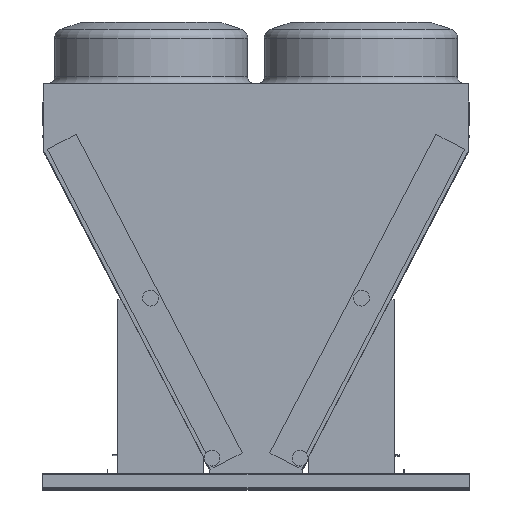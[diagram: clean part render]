
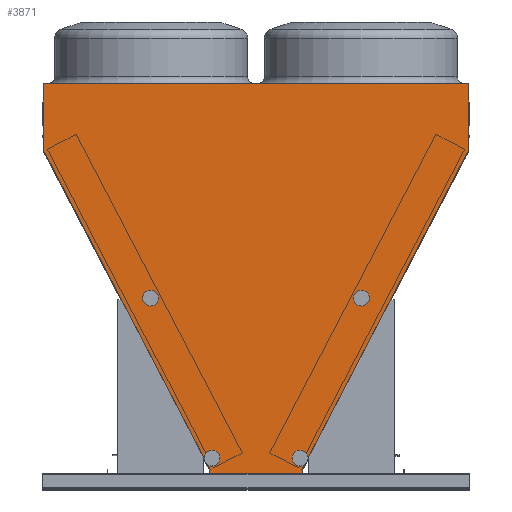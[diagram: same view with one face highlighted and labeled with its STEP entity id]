
A CAD part, top view. The second image highlights one B-rep face of the part: STEP entity #3871.
In plain terms, the highlighted planar face has unit normal (0, 0, 1).
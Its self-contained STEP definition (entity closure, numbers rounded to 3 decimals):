
#97 = VERTEX_POINT ( 'NONE', #21012 ) ;
#302 = VERTEX_POINT ( 'NONE', #14780 ) ;
#399 = LINE ( 'NONE', #8955, #12677 ) ;
#425 = LINE ( 'NONE', #22198, #17937 ) ;
#430 = ORIENTED_EDGE ( 'NONE', *, *, #11509, .T. ) ;
#651 = VECTOR ( 'NONE', #6044, 1000. ) ;
#678 = DIRECTION ( 'NONE',  ( -0.463, 0.886, 0. ) ) ;
#1126 = DIRECTION ( 'NONE',  ( -1., 0., 0. ) ) ;
#1227 = VERTEX_POINT ( 'NONE', #4594 ) ;
#1246 = DIRECTION ( 'NONE',  ( 0.462, -0.887, 0. ) ) ;
#1444 = VERTEX_POINT ( 'NONE', #1903 ) ;
#1494 = DIRECTION ( 'NONE',  ( -0.461, -0.887, 0. ) ) ;
#1596 = CARTESIAN_POINT ( 'NONE',  ( -1136.282, 2083.62, 0. ) ) ;
#1693 = VERTEX_POINT ( 'NONE', #24326 ) ;
#1778 = VERTEX_POINT ( 'NONE', #20385 ) ;
#1903 = CARTESIAN_POINT ( 'NONE',  ( 246.893, 1.482, 0. ) ) ;
#2045 = VERTEX_POINT ( 'NONE', #27863 ) ;
#2486 = EDGE_CURVE ( 'NONE', #1693, #5203, #5825, .T. ) ;
#2758 = EDGE_CURVE ( 'NONE', #1778, #3551, #12911, .T. ) ;
#3156 = EDGE_CURVE ( 'NONE', #97, #19523, #21522, .T. ) ;
#3348 = EDGE_CURVE ( 'NONE', #5695, #8404, #18814, .T. ) ;
#3391 = EDGE_CURVE ( 'NONE', #25535, #1693, #11457, .T. ) ;
#3551 = VERTEX_POINT ( 'NONE', #22414 ) ;
#3582 = ORIENTED_EDGE ( 'NONE', *, *, #12475, .T. ) ;
#3817 = CARTESIAN_POINT ( 'NONE',  ( 1136.15, 1727.462, 0. ) ) ;
#3871 = ADVANCED_FACE ( 'NONE', ( #28934 ), #25797, .F. ) ;
#4309 = VECTOR ( 'NONE', #17817, 1000. ) ;
#4594 = CARTESIAN_POINT ( 'NONE',  ( 1127.607, 1711.053, 0. ) ) ;
#5203 = VERTEX_POINT ( 'NONE', #1596 ) ;
#5607 = DIRECTION ( 'NONE',  ( 0., -1., 0. ) ) ;
#5695 = VERTEX_POINT ( 'NONE', #14797 ) ;
#5825 = LINE ( 'NONE', #25499, #27426 ) ;
#6007 = LINE ( 'NONE', #19617, #17438 ) ;
#6044 = DIRECTION ( 'NONE',  ( 0.462, -0.887, 0. ) ) ;
#6583 = CARTESIAN_POINT ( 'NONE',  ( -279.893, 1.482, 0. ) ) ;
#6924 = DIRECTION ( 'NONE',  ( 0., -1., 0. ) ) ;
#7290 = EDGE_CURVE ( 'NONE', #1227, #25535, #399, .T. ) ;
#7616 = ORIENTED_EDGE ( 'NONE', *, *, #27004, .T. ) ;
#8074 = ORIENTED_EDGE ( 'NONE', *, *, #14177, .T. ) ;
#8249 = CARTESIAN_POINT ( 'NONE',  ( -1127.739, 1711.053, 0. ) ) ;
#8404 = VERTEX_POINT ( 'NONE', #22285 ) ;
#8407 = EDGE_CURVE ( 'NONE', #24971, #12991, #26676, .T. ) ;
#8414 = ORIENTED_EDGE ( 'NONE', *, *, #27953, .T. ) ;
#8889 = DIRECTION ( 'NONE',  ( 0.462, 0.887, 0. ) ) ;
#8950 = DIRECTION ( 'NONE',  ( 1., 0., 0. ) ) ;
#8955 = CARTESIAN_POINT ( 'NONE',  ( 1127.607, 1711.053, 0. ) ) ;
#9134 = VECTOR ( 'NONE', #27723, 1000. ) ;
#9160 = ORIENTED_EDGE ( 'NONE', *, *, #3348, .T. ) ;
#9448 = ORIENTED_EDGE ( 'NONE', *, *, #2486, .T. ) ;
#9664 = VECTOR ( 'NONE', #678, 1000. ) ;
#9889 = DIRECTION ( 'NONE',  ( 0., 1., 0. ) ) ;
#10239 = ORIENTED_EDGE ( 'NONE', *, *, #20984, .T. ) ;
#10254 = ORIENTED_EDGE ( 'NONE', *, *, #28612, .T. ) ;
#10485 = LINE ( 'NONE', #15201, #4309 ) ;
#10788 = CARTESIAN_POINT ( 'NONE',  ( 1127.607, 1711.053, 0. ) ) ;
#11092 = LINE ( 'NONE', #27539, #26586 ) ;
#11194 = DIRECTION ( 'NONE',  ( 0.887, 0.462, 0. ) ) ;
#11315 = VECTOR ( 'NONE', #6924, 1000. ) ;
#11457 = LINE ( 'NONE', #26201, #27610 ) ;
#11509 = EDGE_CURVE ( 'NONE', #12991, #21983, #20340, .T. ) ;
#11608 = VECTOR ( 'NONE', #5607, 1000. ) ;
#11778 = ORIENTED_EDGE ( 'NONE', *, *, #18989, .T. ) ;
#12324 = DIRECTION ( 'NONE',  ( -1., 0., 0. ) ) ;
#12475 = EDGE_CURVE ( 'NONE', #19523, #302, #425, .T. ) ;
#12646 = CARTESIAN_POINT ( 'NONE',  ( 0., 0., 0. ) ) ;
#12677 = VECTOR ( 'NONE', #24562, 1000. ) ;
#12752 = LINE ( 'NONE', #19678, #19344 ) ;
#12911 = LINE ( 'NONE', #21778, #651 ) ;
#12964 = LINE ( 'NONE', #24462, #24703 ) ;
#12991 = VERTEX_POINT ( 'NONE', #17203 ) ;
#13053 = DIRECTION ( 'NONE',  ( 0., 1., 0. ) ) ;
#13440 = CARTESIAN_POINT ( 'NONE',  ( -246.893, 1.482, 0. ) ) ;
#14121 = LINE ( 'NONE', #24552, #14819 ) ;
#14177 = EDGE_CURVE ( 'NONE', #8404, #1778, #12964, .T. ) ;
#14364 = CARTESIAN_POINT ( 'NONE',  ( -246.893, 17.358, 0. ) ) ;
#14479 = EDGE_LOOP ( 'NONE', ( #7616, #9160, #8074, #23930, #10239, #25358, #23977, #430, #8414, #26178, #11778, #21275, #15423, #3582, #10254, #21020, #24143, #9448 ) ) ;
#14780 = CARTESIAN_POINT ( 'NONE',  ( 1126.218, 1711.776, 0. ) ) ;
#14797 = CARTESIAN_POINT ( 'NONE',  ( -1136.282, 1727.462, 0. ) ) ;
#14819 = VECTOR ( 'NONE', #8950, 1000. ) ;
#14924 = DIRECTION ( 'NONE',  ( 0., 0., -1. ) ) ;
#15079 = VECTOR ( 'NONE', #26629, 1000. ) ;
#15201 = CARTESIAN_POINT ( 'NONE',  ( 279.893, 1.482, 0. ) ) ;
#15354 = DIRECTION ( 'NONE',  ( 0., 1., 0. ) ) ;
#15423 = ORIENTED_EDGE ( 'NONE', *, *, #3156, .T. ) ;
#16058 = EDGE_CURVE ( 'NONE', #21885, #2045, #11092, .T. ) ;
#16105 = CARTESIAN_POINT ( 'NONE',  ( -1136.282, 1727.462, 0. ) ) ;
#17203 = CARTESIAN_POINT ( 'NONE',  ( -279.893, 1.482, 0. ) ) ;
#17438 = VECTOR ( 'NONE', #1494, 1000. ) ;
#17587 = LINE ( 'NONE', #21362, #11608 ) ;
#17817 = DIRECTION ( 'NONE',  ( -1., 0., 0. ) ) ;
#17881 = CARTESIAN_POINT ( 'NONE',  ( 245.39, 20.232, 0. ) ) ;
#17937 = VECTOR ( 'NONE', #8889, 1000. ) ;
#18814 = LINE ( 'NONE', #8249, #23245 ) ;
#18912 = VECTOR ( 'NONE', #28378, 1000. ) ;
#18989 = EDGE_CURVE ( 'NONE', #2045, #1444, #10485, .T. ) ;
#19344 = VECTOR ( 'NONE', #15354, 1000. ) ;
#19364 = CARTESIAN_POINT ( 'NONE',  ( -279.893, 0., 0. ) ) ;
#19523 = VERTEX_POINT ( 'NONE', #17881 ) ;
#19584 = LINE ( 'NONE', #10788, #18912 ) ;
#19617 = CARTESIAN_POINT ( 'NONE',  ( -246.893, 17.358, 0. ) ) ;
#19678 = CARTESIAN_POINT ( 'NONE',  ( 246.893, 17.358, 0. ) ) ;
#20340 = LINE ( 'NONE', #25657, #9134 ) ;
#20385 = CARTESIAN_POINT ( 'NONE',  ( -1126.246, 1711.83, 0. ) ) ;
#20794 = CARTESIAN_POINT ( 'NONE',  ( 279.893, 0., 0. ) ) ;
#20984 = EDGE_CURVE ( 'NONE', #3551, #24633, #6007, .T. ) ;
#21012 = CARTESIAN_POINT ( 'NONE',  ( 246.893, 17.358, 0. ) ) ;
#21020 = ORIENTED_EDGE ( 'NONE', *, *, #7290, .T. ) ;
#21088 = CARTESIAN_POINT ( 'NONE',  ( 246.893, 17.358, 0. ) ) ;
#21275 = ORIENTED_EDGE ( 'NONE', *, *, #26258, .T. ) ;
#21362 = CARTESIAN_POINT ( 'NONE',  ( -246.893, 17.358, 0. ) ) ;
#21522 = LINE ( 'NONE', #21088, #9664 ) ;
#21778 = CARTESIAN_POINT ( 'NONE',  ( -245.403, 20.223, 0. ) ) ;
#21885 = VERTEX_POINT ( 'NONE', #20794 ) ;
#21983 = VERTEX_POINT ( 'NONE', #19364 ) ;
#22198 = CARTESIAN_POINT ( 'NONE',  ( 245.39, 20.232, 0. ) ) ;
#22285 = CARTESIAN_POINT ( 'NONE',  ( -1127.739, 1711.053, 0. ) ) ;
#22414 = CARTESIAN_POINT ( 'NONE',  ( -245.403, 20.223, 0. ) ) ;
#23245 = VECTOR ( 'NONE', #1246, 1000. ) ;
#23930 = ORIENTED_EDGE ( 'NONE', *, *, #2758, .T. ) ;
#23977 = ORIENTED_EDGE ( 'NONE', *, *, #8407, .T. ) ;
#24143 = ORIENTED_EDGE ( 'NONE', *, *, #3391, .T. ) ;
#24326 = CARTESIAN_POINT ( 'NONE',  ( 1136.15, 2083.62, 0. ) ) ;
#24462 = CARTESIAN_POINT ( 'NONE',  ( -1127.739, 1711.053, 0. ) ) ;
#24552 = CARTESIAN_POINT ( 'NONE',  ( 279.893, 0., 0. ) ) ;
#24562 = DIRECTION ( 'NONE',  ( 0.462, 0.887, 0. ) ) ;
#24633 = VERTEX_POINT ( 'NONE', #14364 ) ;
#24703 = VECTOR ( 'NONE', #11194, 1000. ) ;
#24971 = VERTEX_POINT ( 'NONE', #13440 ) ;
#25358 = ORIENTED_EDGE ( 'NONE', *, *, #28248, .T. ) ;
#25499 = CARTESIAN_POINT ( 'NONE',  ( -1136.282, 2083.62, 0. ) ) ;
#25535 = VERTEX_POINT ( 'NONE', #3817 ) ;
#25657 = CARTESIAN_POINT ( 'NONE',  ( -279.893, 0., 0. ) ) ;
#25797 = PLANE ( 'NONE',  #28939 ) ;
#26178 = ORIENTED_EDGE ( 'NONE', *, *, #16058, .T. ) ;
#26201 = CARTESIAN_POINT ( 'NONE',  ( 1136.15, 2083.62, 0. ) ) ;
#26258 = EDGE_CURVE ( 'NONE', #1444, #97, #12752, .T. ) ;
#26586 = VECTOR ( 'NONE', #9889, 1000. ) ;
#26629 = DIRECTION ( 'NONE',  ( -1., 0., 0. ) ) ;
#26676 = LINE ( 'NONE', #6583, #15079 ) ;
#27004 = EDGE_CURVE ( 'NONE', #5203, #5695, #28828, .T. ) ;
#27426 = VECTOR ( 'NONE', #12324, 1000. ) ;
#27539 = CARTESIAN_POINT ( 'NONE',  ( 279.893, 0., 0. ) ) ;
#27610 = VECTOR ( 'NONE', #13053, 1000. ) ;
#27723 = DIRECTION ( 'NONE',  ( 0., -1., 0. ) ) ;
#27863 = CARTESIAN_POINT ( 'NONE',  ( 279.893, 1.482, 0. ) ) ;
#27953 = EDGE_CURVE ( 'NONE', #21983, #21885, #14121, .T. ) ;
#28248 = EDGE_CURVE ( 'NONE', #24633, #24971, #17587, .T. ) ;
#28378 = DIRECTION ( 'NONE',  ( 0.887, -0.462, 0. ) ) ;
#28612 = EDGE_CURVE ( 'NONE', #302, #1227, #19584, .T. ) ;
#28828 = LINE ( 'NONE', #16105, #11315 ) ;
#28934 = FACE_OUTER_BOUND ( 'NONE', #14479, .T. ) ;
#28939 = AXIS2_PLACEMENT_3D ( 'NONE', #12646, #14924, #1126 ) ;
